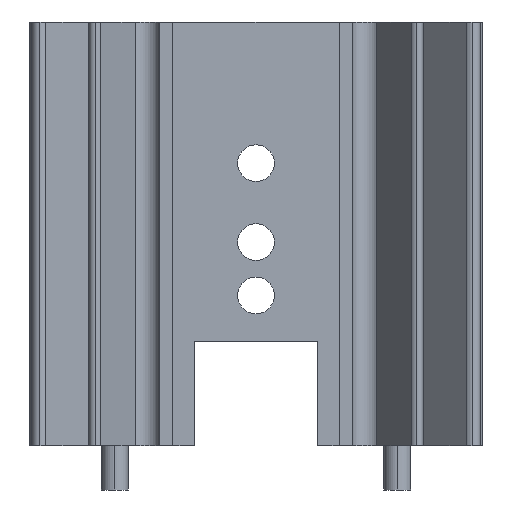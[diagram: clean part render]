
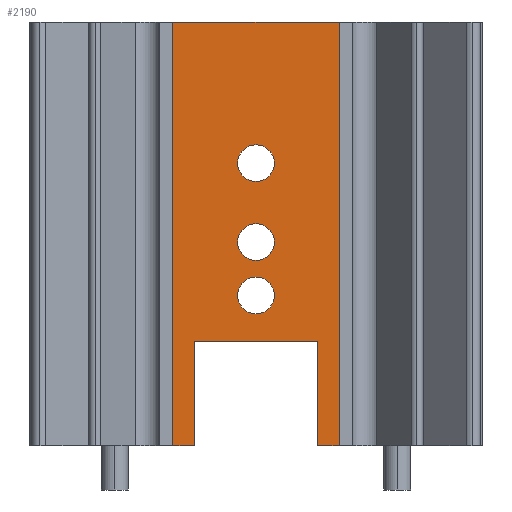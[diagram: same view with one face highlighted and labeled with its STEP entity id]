
A CAD part, left-side view. The second image highlights one B-rep face of the part: STEP entity #2190.
In plain terms, the highlighted planar face has unit normal (-1, 0, 0).
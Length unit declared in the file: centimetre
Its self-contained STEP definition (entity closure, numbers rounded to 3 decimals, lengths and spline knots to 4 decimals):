
#13 = VERTEX_POINT ( 'NONE', #4258 ) ;
#15 = DIRECTION ( 'NONE',  ( 1., 0., 0. ) ) ;
#48 = CIRCLE ( 'NONE', #3725, 1.65 ) ;
#70 = DIRECTION ( 'NONE',  ( 0., 0., -1. ) ) ;
#95 = ORIENTED_EDGE ( 'NONE', *, *, #1081, .T. ) ;
#114 = VERTEX_POINT ( 'NONE', #3585 ) ;
#132 = DIRECTION ( 'NONE',  ( 0., 0., -1. ) ) ;
#217 = EDGE_CURVE ( 'NONE', #1921, #3264, #3943, .T. ) ;
#253 = ORIENTED_EDGE ( 'NONE', *, *, #2596, .F. ) ;
#332 = EDGE_CURVE ( 'NONE', #769, #2432, #1718, .T. ) ;
#360 = CARTESIAN_POINT ( 'NONE',  ( -0.8, 0., 13.5 ) ) ;
#381 = FACE_BOUND ( 'NONE', #2373, .T. ) ;
#399 = DIRECTION ( 'NONE',  ( 0., -1., 0. ) ) ;
#401 = CARTESIAN_POINT ( 'NONE',  ( -0.8, 0., 18.3 ) ) ;
#440 = ORIENTED_EDGE ( 'NONE', *, *, #2849, .T. ) ;
#447 = ORIENTED_EDGE ( 'NONE', *, *, #3203, .T. ) ;
#488 = VECTOR ( 'NONE', #3709, 100. ) ;
#596 = VECTOR ( 'NONE', #3450, 100. ) ;
#721 = ORIENTED_EDGE ( 'NONE', *, *, #2820, .T. ) ;
#769 = VERTEX_POINT ( 'NONE', #2600 ) ;
#815 = DIRECTION ( 'NONE',  ( 0., 0., -1. ) ) ;
#825 = DIRECTION ( 'NONE',  ( 0., 0., -1. ) ) ;
#845 = VECTOR ( 'NONE', #3991, 100. ) ;
#859 = VERTEX_POINT ( 'NONE', #3022 ) ;
#929 = LINE ( 'NONE', #3209, #845 ) ;
#964 = AXIS2_PLACEMENT_3D ( 'NONE', #2439, #2819, #825 ) ;
#1022 = LINE ( 'NONE', #2569, #5019 ) ;
#1081 = EDGE_CURVE ( 'NONE', #3119, #114, #2859, .T. ) ;
#1148 = FACE_BOUND ( 'NONE', #1335, .T. ) ;
#1183 = ORIENTED_EDGE ( 'NONE', *, *, #4104, .T. ) ;
#1217 = DIRECTION ( 'NONE',  ( 1., 0., 0. ) ) ;
#1223 = AXIS2_PLACEMENT_3D ( 'NONE', #401, #4321, #815 ) ;
#1280 = CARTESIAN_POINT ( 'NONE',  ( -0.8, -5.55, 0. ) ) ;
#1289 = EDGE_CURVE ( 'NONE', #3264, #1921, #1348, .T. ) ;
#1330 = CIRCLE ( 'NONE', #3049, 1.65 ) ;
#1335 = EDGE_LOOP ( 'NONE', ( #1504, #1671 ) ) ;
#1348 = CIRCLE ( 'NONE', #2083, 1.65 ) ;
#1364 = CIRCLE ( 'NONE', #3257, 1.65 ) ;
#1468 = ORIENTED_EDGE ( 'NONE', *, *, #332, .T. ) ;
#1493 = DIRECTION ( 'NONE',  ( 0., 0., -1. ) ) ;
#1504 = ORIENTED_EDGE ( 'NONE', *, *, #217, .T. ) ;
#1560 = EDGE_CURVE ( 'NONE', #3801, #3960, #48, .T. ) ;
#1631 = ORIENTED_EDGE ( 'NONE', *, *, #3480, .F. ) ;
#1671 = ORIENTED_EDGE ( 'NONE', *, *, #1289, .T. ) ;
#1717 = DIRECTION ( 'NONE',  ( 1., 0., 0. ) ) ;
#1718 = LINE ( 'NONE', #3728, #4826 ) ;
#1740 = LINE ( 'NONE', #3316, #3020 ) ;
#1745 = CARTESIAN_POINT ( 'NONE',  ( -0.8, 0., 25.4 ) ) ;
#1921 = VERTEX_POINT ( 'NONE', #3965 ) ;
#1971 = CARTESIAN_POINT ( 'NONE',  ( -0.8, 0., 13.5 ) ) ;
#1990 = LINE ( 'NONE', #3594, #2097 ) ;
#2053 = CARTESIAN_POINT ( 'NONE',  ( -0.8, 7.4774, 38.1 ) ) ;
#2067 = EDGE_CURVE ( 'NONE', #13, #3119, #1022, .T. ) ;
#2083 = AXIS2_PLACEMENT_3D ( 'NONE', #1745, #2154, #132 ) ;
#2097 = VECTOR ( 'NONE', #399, 100. ) ;
#2107 = CARTESIAN_POINT ( 'NONE',  ( -0.8, 0., 25.4 ) ) ;
#2138 = EDGE_LOOP ( 'NONE', ( #2260, #3150 ) ) ;
#2154 = DIRECTION ( 'NONE',  ( 1., 0., 0. ) ) ;
#2190 = ADVANCED_FACE ( 'NONE', ( #381, #4937, #1148, #3114 ), #4657, .F. ) ;
#2260 = ORIENTED_EDGE ( 'NONE', *, *, #4242, .T. ) ;
#2373 = EDGE_LOOP ( 'NONE', ( #447, #440 ) ) ;
#2377 = VECTOR ( 'NONE', #4235, 100. ) ;
#2383 = AXIS2_PLACEMENT_3D ( 'NONE', #2107, #1717, #3104 ) ;
#2405 = EDGE_CURVE ( 'NONE', #2432, #4763, #929, .T. ) ;
#2432 = VERTEX_POINT ( 'NONE', #1280 ) ;
#2439 = CARTESIAN_POINT ( 'NONE',  ( -0.8, 0., 38.1 ) ) ;
#2499 = CARTESIAN_POINT ( 'NONE',  ( -0.8, 5.55, 38.1 ) ) ;
#2566 = CARTESIAN_POINT ( 'NONE',  ( -0.8, 0., 19.95 ) ) ;
#2569 = CARTESIAN_POINT ( 'NONE',  ( -0.8, 0., 0. ) ) ;
#2596 = EDGE_CURVE ( 'NONE', #4564, #4763, #3830, .T. ) ;
#2600 = CARTESIAN_POINT ( 'NONE',  ( -0.8, -5.55, 9.4 ) ) ;
#2644 = LINE ( 'NONE', #4658, #596 ) ;
#2738 = CARTESIAN_POINT ( 'NONE',  ( -0.8, 0., 16.65 ) ) ;
#2765 = CIRCLE ( 'NONE', #1223, 1.65 ) ;
#2789 = CARTESIAN_POINT ( 'NONE',  ( -0.8, 0., 27.05 ) ) ;
#2819 = DIRECTION ( 'NONE',  ( 1., 0., 0. ) ) ;
#2820 = EDGE_CURVE ( 'NONE', #2865, #13, #2644, .T. ) ;
#2849 = EDGE_CURVE ( 'NONE', #859, #3959, #1330, .T. ) ;
#2859 = LINE ( 'NONE', #2499, #488 ) ;
#2865 = VERTEX_POINT ( 'NONE', #2053 ) ;
#3020 = VECTOR ( 'NONE', #4859, 100. ) ;
#3022 = CARTESIAN_POINT ( 'NONE',  ( -0.8, 0., 15.15 ) ) ;
#3043 = CARTESIAN_POINT ( 'NONE',  ( -0.8, -7.4774, 38.1 ) ) ;
#3049 = AXIS2_PLACEMENT_3D ( 'NONE', #360, #4985, #1493 ) ;
#3104 = DIRECTION ( 'NONE',  ( 0., 0., -1. ) ) ;
#3114 = FACE_OUTER_BOUND ( 'NONE', #4728, .T. ) ;
#3119 = VERTEX_POINT ( 'NONE', #3518 ) ;
#3150 = ORIENTED_EDGE ( 'NONE', *, *, #1560, .T. ) ;
#3193 = CARTESIAN_POINT ( 'NONE',  ( -0.8, 0., 11.85 ) ) ;
#3203 = EDGE_CURVE ( 'NONE', #3959, #859, #1364, .T. ) ;
#3209 = CARTESIAN_POINT ( 'NONE',  ( -0.8, 0., 0. ) ) ;
#3239 = DIRECTION ( 'NONE',  ( 0., 0., -1. ) ) ;
#3257 = AXIS2_PLACEMENT_3D ( 'NONE', #1971, #15, #3239 ) ;
#3264 = VERTEX_POINT ( 'NONE', #2789 ) ;
#3316 = CARTESIAN_POINT ( 'NONE',  ( -0.8, 0., 9.4 ) ) ;
#3353 = DIRECTION ( 'NONE',  ( 0., -1., 0. ) ) ;
#3450 = DIRECTION ( 'NONE',  ( 0., 0., -1. ) ) ;
#3480 = EDGE_CURVE ( 'NONE', #2865, #4564, #1990, .T. ) ;
#3518 = CARTESIAN_POINT ( 'NONE',  ( -0.8, 5.55, 0. ) ) ;
#3546 = CARTESIAN_POINT ( 'NONE',  ( -0.8, 0., 18.3 ) ) ;
#3585 = CARTESIAN_POINT ( 'NONE',  ( -0.8, 5.55, 9.4 ) ) ;
#3594 = CARTESIAN_POINT ( 'NONE',  ( -0.8, 0., 38.1 ) ) ;
#3709 = DIRECTION ( 'NONE',  ( 0., 0., 1. ) ) ;
#3725 = AXIS2_PLACEMENT_3D ( 'NONE', #3546, #1217, #70 ) ;
#3728 = CARTESIAN_POINT ( 'NONE',  ( -0.8, -5.55, 38.1 ) ) ;
#3801 = VERTEX_POINT ( 'NONE', #2566 ) ;
#3828 = ORIENTED_EDGE ( 'NONE', *, *, #2405, .T. ) ;
#3830 = LINE ( 'NONE', #3043, #2377 ) ;
#3943 = CIRCLE ( 'NONE', #2383, 1.65 ) ;
#3959 = VERTEX_POINT ( 'NONE', #3193 ) ;
#3960 = VERTEX_POINT ( 'NONE', #2738 ) ;
#3965 = CARTESIAN_POINT ( 'NONE',  ( -0.8, 0., 23.75 ) ) ;
#3991 = DIRECTION ( 'NONE',  ( 0., -1., 0. ) ) ;
#4038 = CARTESIAN_POINT ( 'NONE',  ( -0.8, -7.4774, 0. ) ) ;
#4104 = EDGE_CURVE ( 'NONE', #114, #769, #1740, .T. ) ;
#4235 = DIRECTION ( 'NONE',  ( 0., 0., -1. ) ) ;
#4242 = EDGE_CURVE ( 'NONE', #3960, #3801, #2765, .T. ) ;
#4258 = CARTESIAN_POINT ( 'NONE',  ( -0.8, 7.4774, 0. ) ) ;
#4321 = DIRECTION ( 'NONE',  ( 1., 0., 0. ) ) ;
#4457 = CARTESIAN_POINT ( 'NONE',  ( -0.8, -7.4774, 38.1 ) ) ;
#4542 = DIRECTION ( 'NONE',  ( 0., 0., -1. ) ) ;
#4564 = VERTEX_POINT ( 'NONE', #4457 ) ;
#4647 = ORIENTED_EDGE ( 'NONE', *, *, #2067, .T. ) ;
#4657 = PLANE ( 'NONE',  #964 ) ;
#4658 = CARTESIAN_POINT ( 'NONE',  ( -0.8, 7.4774, 38.1 ) ) ;
#4728 = EDGE_LOOP ( 'NONE', ( #1183, #1468, #3828, #253, #1631, #721, #4647, #95 ) ) ;
#4763 = VERTEX_POINT ( 'NONE', #4038 ) ;
#4826 = VECTOR ( 'NONE', #4542, 100. ) ;
#4859 = DIRECTION ( 'NONE',  ( 0., -1., 0. ) ) ;
#4937 = FACE_BOUND ( 'NONE', #2138, .T. ) ;
#4985 = DIRECTION ( 'NONE',  ( 1., 0., 0. ) ) ;
#5019 = VECTOR ( 'NONE', #3353, 100. ) ;
